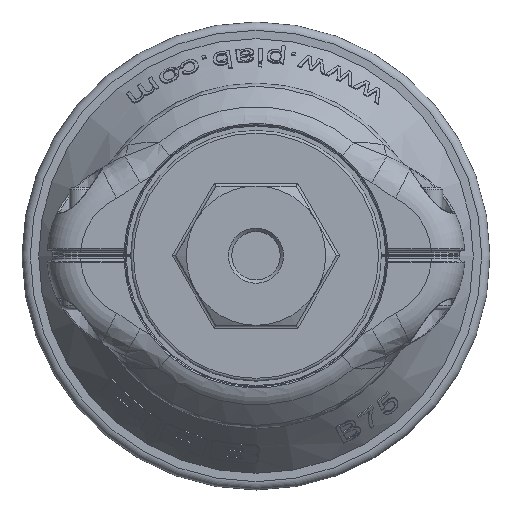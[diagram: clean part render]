
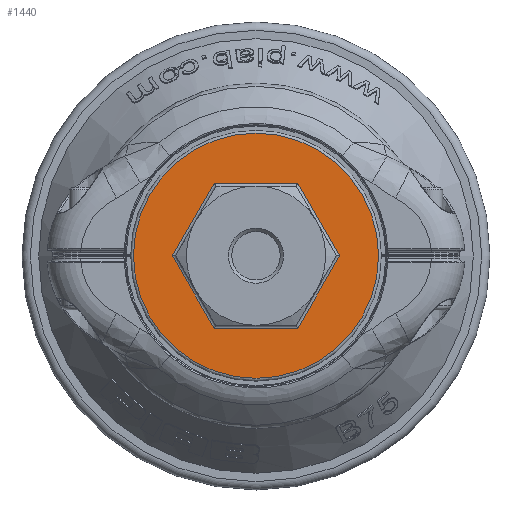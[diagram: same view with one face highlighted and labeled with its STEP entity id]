
A CAD part, top view. The second image highlights one B-rep face of the part: STEP entity #1440.
In plain terms, the highlighted planar face has unit normal (0, 0, 1).
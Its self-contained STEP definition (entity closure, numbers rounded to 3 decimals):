
#1440 = ADVANCED_FACE( '', ( #3244, #3245 ), #3246, .T. );
#3244 = FACE_BOUND( '', #10465, .T. );
#3245 = FACE_OUTER_BOUND( '', #10466, .T. );
#3246 = PLANE( '', #10467 );
#10465 = EDGE_LOOP( '', ( #20648, #20649, #20650, #20651, #20652, #20653 ) );
#10466 = EDGE_LOOP( '', ( #20654 ) );
#10467 = AXIS2_PLACEMENT_3D( '', #20655, #20656, #20657 );
#20648 = ORIENTED_EDGE( '', *, *, #25568, .T. );
#20649 = ORIENTED_EDGE( '', *, *, #25569, .T. );
#20650 = ORIENTED_EDGE( '', *, *, #24858, .T. );
#20651 = ORIENTED_EDGE( '', *, *, #25570, .T. );
#20652 = ORIENTED_EDGE( '', *, *, #24663, .T. );
#20653 = ORIENTED_EDGE( '', *, *, #25571, .T. );
#20654 = ORIENTED_EDGE( '', *, *, #25572, .T. );
#20655 = CARTESIAN_POINT( '', ( 0., 0., -7. ) );
#20656 = DIRECTION( '', ( 0., 0., 1. ) );
#20657 = DIRECTION( '', ( 1., 0., 0. ) );
#24663 = EDGE_CURVE( '', #27269, #27266, #27270, .F. );
#24858 = EDGE_CURVE( '', #27593, #27591, #27594, .F. );
#25568 = EDGE_CURVE( '', #28669, #28670, #28671, .F. );
#25569 = EDGE_CURVE( '', #28670, #27593, #28672, .F. );
#25570 = EDGE_CURVE( '', #27591, #27269, #28673, .F. );
#25571 = EDGE_CURVE( '', #27266, #28669, #28674, .F. );
#25572 = EDGE_CURVE( '', #28675, #28675, #28676, .T. );
#27266 = VERTEX_POINT( '', #32199 );
#27269 = VERTEX_POINT( '', #32202 );
#27270 = LINE( '', #32203, #32204 );
#27591 = VERTEX_POINT( '', #33548 );
#27593 = VERTEX_POINT( '', #33550 );
#27594 = LINE( '', #33551, #33552 );
#28669 = VERTEX_POINT( '', #37988 );
#28670 = VERTEX_POINT( '', #37989 );
#28671 = LINE( '', #37990, #37991 );
#28672 = LINE( '', #37992, #37993 );
#28673 = LINE( '', #37994, #37995 );
#28674 = LINE( '', #37996, #37997 );
#28675 = VERTEX_POINT( '', #37998 );
#28676 = CIRCLE( '', #37999, 22. );
#32199 = CARTESIAN_POINT( '', ( -7.506, -13., -7. ) );
#32202 = CARTESIAN_POINT( '', ( 7.506, -13., -7. ) );
#32203 = CARTESIAN_POINT( '', ( -7.217, -13., -7. ) );
#32204 = VECTOR( '', #42893, 1000. );
#33548 = CARTESIAN_POINT( '', ( 15.011, 0., -7. ) );
#33550 = CARTESIAN_POINT( '', ( 7.506, 13., -7. ) );
#33551 = CARTESIAN_POINT( '', ( 14.867, 0.25, -7. ) );
#33552 = VECTOR( '', #43133, 1000. );
#37988 = CARTESIAN_POINT( '', ( -15.011, 0., -7. ) );
#37989 = CARTESIAN_POINT( '', ( -7.506, 13., -7. ) );
#37990 = CARTESIAN_POINT( '', ( -7.65, 12.75, -7. ) );
#37991 = VECTOR( '', #43965, 1000. );
#37992 = CARTESIAN_POINT( '', ( 7.217, 13., -7. ) );
#37993 = VECTOR( '', #43966, 1000. );
#37994 = CARTESIAN_POINT( '', ( 7.65, -12.75, -7. ) );
#37995 = VECTOR( '', #43967, 1000. );
#37996 = CARTESIAN_POINT( '', ( -14.867, -0.25, -7. ) );
#37997 = VECTOR( '', #43968, 1000. );
#37998 = CARTESIAN_POINT( '', ( 22., 0., -7. ) );
#37999 = AXIS2_PLACEMENT_3D( '', #43969, #43970, #43971 );
#42893 = DIRECTION( '', ( 1., 0., 0. ) );
#43133 = DIRECTION( '', ( -0.5, 0.866, 0. ) );
#43965 = DIRECTION( '', ( -0.5, -0.866, 0. ) );
#43966 = DIRECTION( '', ( -1., 0., 0. ) );
#43967 = DIRECTION( '', ( 0.5, 0.866, 0. ) );
#43968 = DIRECTION( '', ( 0.5, -0.866, 0. ) );
#43969 = CARTESIAN_POINT( '', ( 0., 0., -7. ) );
#43970 = DIRECTION( '', ( 0., 0., 1. ) );
#43971 = DIRECTION( '', ( 1., 0., 0. ) );
